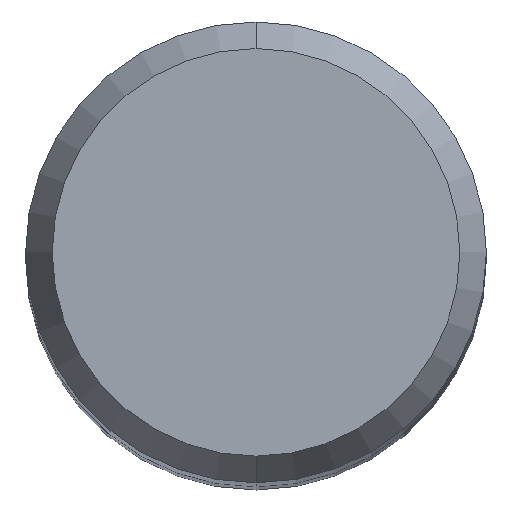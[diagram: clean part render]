
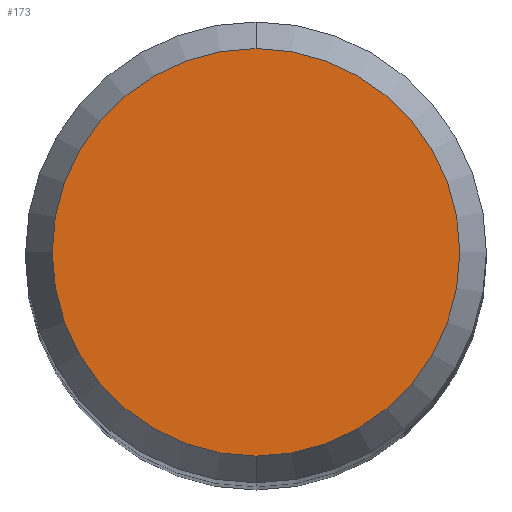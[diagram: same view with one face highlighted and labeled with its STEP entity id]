
A CAD part, top view. The second image highlights one B-rep face of the part: STEP entity #173.
In plain terms, the highlighted planar face has unit normal (0, 0, 1).
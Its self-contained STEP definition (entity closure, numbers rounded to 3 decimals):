
#171=EDGE_CURVE('',#305,#355,#431,.T.);
#173=ADVANCED_FACE('',(#433),#434,.T.);
#287=EDGE_CURVE('',#355,#305,#560,.T.);
#305=VERTEX_POINT('',#580);
#355=VERTEX_POINT('',#635);
#431=CIRCLE('',#765,4.423);
#433=FACE_OUTER_BOUND('',#767,.T.);
#434=PLANE('',#768);
#560=CIRCLE('',#1070,4.423);
#580=CARTESIAN_POINT('',(0.0,4.423,48.0));
#635=CARTESIAN_POINT('',(0.,-4.423,48.0));
#765=AXIS2_PLACEMENT_3D('',#1290,#1291,#1292);
#767=EDGE_LOOP('',(#1294,#1295));
#768=AXIS2_PLACEMENT_3D('',#1296,#1297,#1298);
#1070=AXIS2_PLACEMENT_3D('',#1434,#1435,#1436);
#1290=CARTESIAN_POINT('',(0.0,0.0,48.0));
#1291=DIRECTION('',(0.0,0.0,-1.0));
#1292=DIRECTION('',(0.0,1.0,0.0));
#1294=ORIENTED_EDGE('',*,*,#171,.F.);
#1295=ORIENTED_EDGE('',*,*,#287,.F.);
#1296=CARTESIAN_POINT('',(0.0,2.211,48.0));
#1297=DIRECTION('',(-0.0,0.0,1.0));
#1298=DIRECTION('',(0.0,-1.0,0.0));
#1434=CARTESIAN_POINT('',(0.0,0.0,48.0));
#1435=DIRECTION('',(0.0,0.0,-1.0));
#1436=DIRECTION('',(0.0,1.0,0.0));
